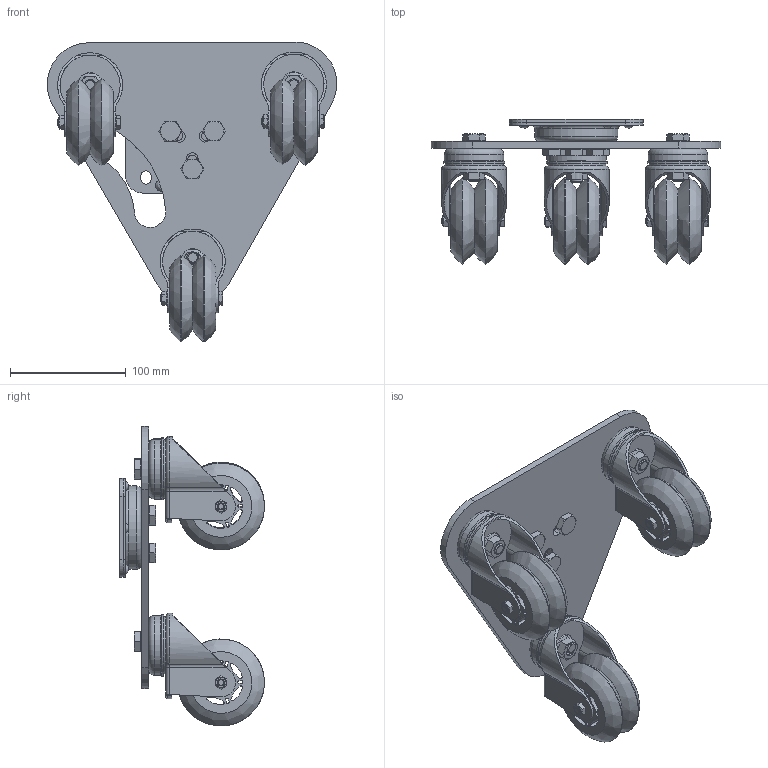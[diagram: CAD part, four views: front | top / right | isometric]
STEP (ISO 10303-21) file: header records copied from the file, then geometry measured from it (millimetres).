
FILE_DESCRIPTION(/* description */ (''),/* implementation_level */ '2;1');
FILE_NAME(/* name */ 'TLDKP075KUP1_SC.stp',/* time_stamp */ '2019-03-24T11:09:47+01:00',/* author */ ('raede'),/* organization */ (''),/* preprocessor_version */ 'ST-DEVELOPER v15.6',/* originating_system */ 'Autodesk Inventor 2015',/* authorisation */ '');
FILE_SCHEMA (('AUTOMOTIVE_DESIGN { 1 0 10303 214 3 1 1 }'));
Length unit declared in the file: millimetre
Products named in the file (11): P1_VERNIETET; 250x226_9x6_Dreieckplatte_REV_02; inliner_RAD_75_20; LDKP075KUOS_Gehaeuse; DIN 934 - M6 x 1; DIN 931-1 - M6 x 50; Doppelrolle_TLDKP075KUP3; DIN 933 - M10  x 35; DIN 933 - M10  x 10; DIN EN 1661 - M10; TLDKP075KUP1_SC
Bounding box: 249.87 x 125.02 x 258.73 mm (x, y, z)
Volume: 740429.4 mm3; surface area: 314821.3 mm2
Topology: 27 solids, 27 shells, 874 faces, 2166 edges, 1402 vertices
Faces by surface type: cylinder 338, plane 332, cone 144, torus 42, bspline 18
Full cylindrical faces by diameter (mm): 4.917 x3, 5 x6, 6 x9, 7 x2, 8.376 x6, 8.9 x3, 9.188 x6, 10 x15, 11 x3, 12.5 x3, 15.4 x6, 21 x12, 48.297 x3, 50 x3, 51.297 x3, 68 x1, 72 x1
Entity records: 9990 total; most frequent: CARTESIAN_POINT 2003, DIRECTION 1698, ORIENTED_EDGE 1430, EDGE_CURVE 715, AXIS2_PLACEMENT_3D 707, EDGE_LOOP 541, VERTEX_POINT 520, FACE_OUTER_BOUND 338
